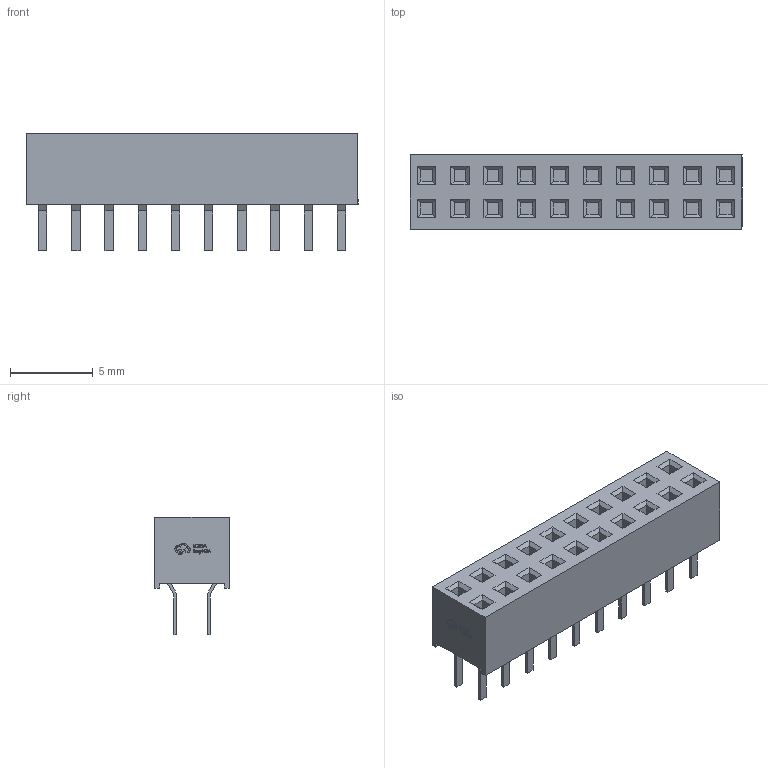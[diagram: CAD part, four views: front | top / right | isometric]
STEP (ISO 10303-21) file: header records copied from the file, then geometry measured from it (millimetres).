
FILE_DESCRIPTION (( 'STEP AP214' ), '1' );
FILE_NAME ('HDR-TH_20P-P2.00-F-LI-2X10P.step', '2022-07-02T11:46:42', ( '' ), ( '' ), 'SwSTEP 2.0', 'SolidWorks 2020', '' );
FILE_SCHEMA (( 'AUTOMOTIVE_DESIGN' ));
Length unit declared in the file: millimetre
Products named in the file (1): HDR-TH_20P-P2.00-F-LI-2X10P
Bounding box: 20.01 x 4.5 x 7.1 mm (x, y, z)
Volume: 348.4 mm3; surface area: 595.3 mm2
Topology: 1 solids, 1 shells, 614 faces, 1558 edges, 1012 vertices
Faces by surface type: plane 500, bspline 114
Entity records: 24082 total; most frequent: CARTESIAN_POINT 5547, ORIENTED_EDGE 3116, DIRECTION 2328, EDGE_CURVE 1558, LINE 1326, VECTOR 1326, VERTEX_POINT 1012, EDGE_LOOP 680
